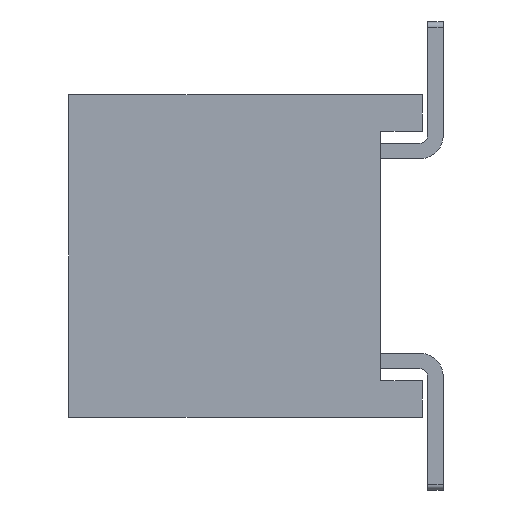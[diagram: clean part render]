
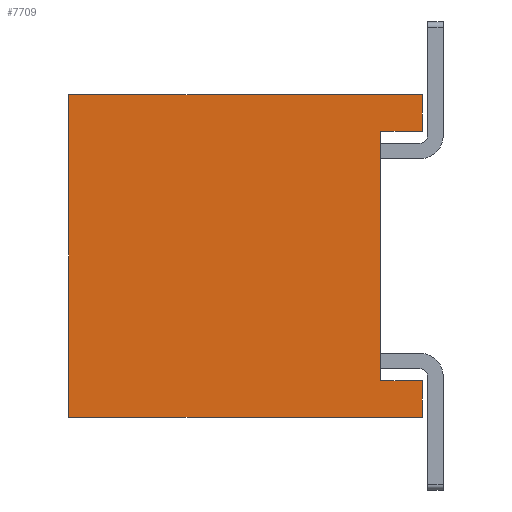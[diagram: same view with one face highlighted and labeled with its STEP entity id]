
A CAD part, left-side view. The second image highlights one B-rep face of the part: STEP entity #7709.
In plain terms, the highlighted planar face has unit normal (-1, 0, 0).
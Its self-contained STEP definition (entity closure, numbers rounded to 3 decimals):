
#3516=DIRECTION('',(0.,0.,-1.));
#3517=VECTOR('',#3516,3.1);
#3518=CARTESIAN_POINT('',(-0.175,0.,1.55));
#3519=LINE('',#3518,#3517);
#3523=DIRECTION('',(0.,1.,0.));
#3524=VECTOR('',#3523,3.4);
#3525=CARTESIAN_POINT('',(-0.175,-3.4,1.55));
#3526=LINE('',#3525,#3524);
#3530=DIRECTION('',(0.,0.,1.));
#3531=VECTOR('',#3530,0.35);
#3532=CARTESIAN_POINT('',(-0.175,-3.4,1.2));
#3533=LINE('',#3532,#3531);
#3537=DIRECTION('',(0.,-1.,0.));
#3538=VECTOR('',#3537,0.4);
#3539=CARTESIAN_POINT('',(-0.175,-3.,1.2));
#3540=LINE('',#3539,#3538);
#3544=DIRECTION('',(0.,0.,1.));
#3545=VECTOR('',#3544,2.4);
#3546=CARTESIAN_POINT('',(-0.175,-3.,-1.2));
#3547=LINE('',#3546,#3545);
#3551=DIRECTION('',(0.,1.,0.));
#3552=VECTOR('',#3551,0.4);
#3553=CARTESIAN_POINT('',(-0.175,-3.4,-1.2));
#3554=LINE('',#3553,#3552);
#3558=DIRECTION('',(0.,0.,1.));
#3559=VECTOR('',#3558,0.35);
#3560=CARTESIAN_POINT('',(-0.175,-3.4,-1.55));
#3561=LINE('',#3560,#3559);
#3565=DIRECTION('',(0.,-1.,0.));
#3566=VECTOR('',#3565,3.4);
#3567=CARTESIAN_POINT('',(-0.175,0.,-1.55));
#3568=LINE('',#3567,#3566);
#4401=CARTESIAN_POINT('',(-0.175,0.,1.55));
#4402=CARTESIAN_POINT('',(-0.175,0.,-1.55));
#4403=VERTEX_POINT('',#4401);
#4404=VERTEX_POINT('',#4402);
#4405=CARTESIAN_POINT('',(-0.175,-3.4,-1.55));
#4406=VERTEX_POINT('',#4405);
#4407=CARTESIAN_POINT('',(-0.175,-3.4,-1.2));
#4408=VERTEX_POINT('',#4407);
#4409=CARTESIAN_POINT('',(-0.175,-3.,-1.2));
#4410=VERTEX_POINT('',#4409);
#4411=CARTESIAN_POINT('',(-0.175,-3.,1.2));
#4412=VERTEX_POINT('',#4411);
#4413=CARTESIAN_POINT('',(-0.175,-3.4,1.2));
#4414=VERTEX_POINT('',#4413);
#4415=CARTESIAN_POINT('',(-0.175,-3.4,1.55));
#4416=VERTEX_POINT('',#4415);
#7693=CARTESIAN_POINT('',(-0.175,0.,0.));
#7694=DIRECTION('',(-1.,0.,0.));
#7695=DIRECTION('',(0.,0.,1.));
#7696=AXIS2_PLACEMENT_3D('',#7693,#7694,#7695);
#7697=PLANE('',#7696);
#7698=ORIENTED_EDGE('',*,*,#4444,.F.);
#7699=ORIENTED_EDGE('',*,*,#7657,.F.);
#7700=ORIENTED_EDGE('',*,*,#7627,.F.);
#7701=ORIENTED_EDGE('',*,*,#7612,.F.);
#7702=ORIENTED_EDGE('',*,*,#4744,.F.);
#7704=ORIENTED_EDGE('',*,*,#7703,.F.);
#7705=ORIENTED_EDGE('',*,*,#7643,.F.);
#7706=ORIENTED_EDGE('',*,*,#7688,.F.);
#7707=EDGE_LOOP('',(#7698,#7699,#7700,#7701,#7702,#7704,#7705,#7706));
#7708=FACE_OUTER_BOUND('',#7707,.F.);
#4444=EDGE_CURVE('',#4403,#4404,#3519,.T.);
#4744=EDGE_CURVE('',#4410,#4412,#3547,.T.);
#7612=EDGE_CURVE('',#4412,#4414,#3540,.T.);
#7627=EDGE_CURVE('',#4414,#4416,#3533,.T.);
#7643=EDGE_CURVE('',#4406,#4408,#3561,.T.);
#7657=EDGE_CURVE('',#4416,#4403,#3526,.T.);
#7688=EDGE_CURVE('',#4404,#4406,#3568,.T.);
#7703=EDGE_CURVE('',#4408,#4410,#3554,.T.);
#7709=ADVANCED_FACE('',(#7708),#7697,.T.);
